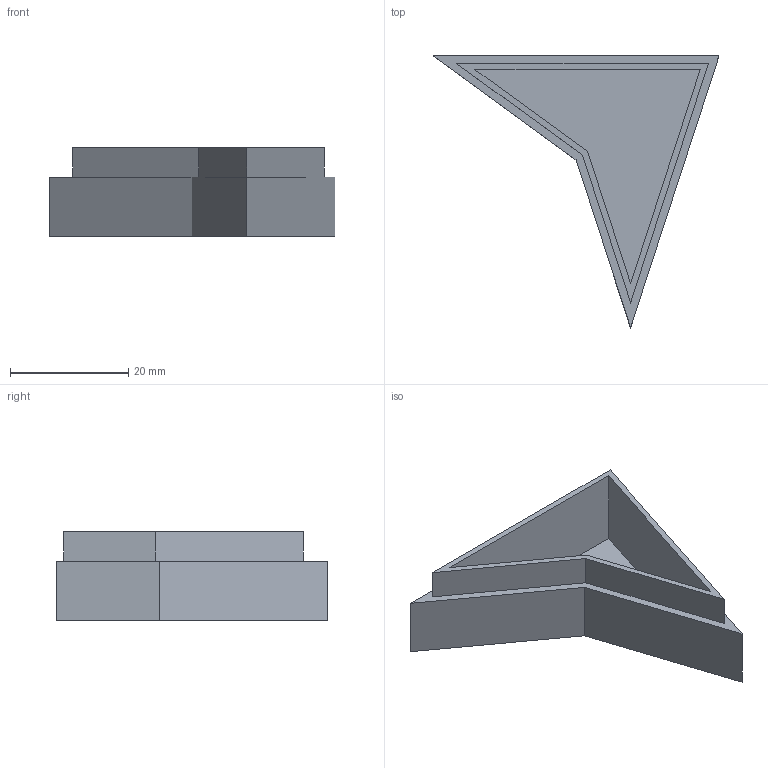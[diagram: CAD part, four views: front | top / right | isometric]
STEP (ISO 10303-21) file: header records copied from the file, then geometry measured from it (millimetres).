
FILE_DESCRIPTION(('FreeCAD Model'),'2;1');
FILE_NAME('Dart-cover.step','2016-10-17T17:40:55',('Author'),(''), 'Open CASCADE STEP processor 6.8','FreeCAD','Unknown');
FILE_SCHEMA(('AUTOMOTIVE_DESIGN_CC2 { 1 2 10303 214 -1 1 5 4 }'));
Length unit declared in the file: millimetre
Products named in the file (2): ASSEMBLY; Dart-cover
Assembly tree (1 placements, depth 2):
  ASSEMBLY
    Dart-cover
Bounding box: 48.28 x 45.92 x 15 mm (x, y, z)
Volume: 4915.4 mm3; surface area: 5544.3 mm2
Topology: 1 solids, 1 shells, 16 faces, 36 edges, 24 vertices
Faces by surface type: plane 16
Entity records: 931 total; most frequent: CARTESIAN_POINT 166, DIRECTION 128, LINE 92, VECTOR 92, ORIENTED_EDGE 72, PCURVE 72, DEFINITIONAL_REPRESENTATION 72, EDGE_CURVE 36
